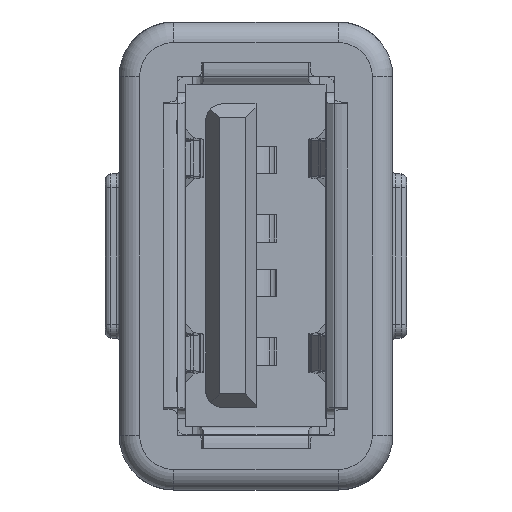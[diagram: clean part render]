
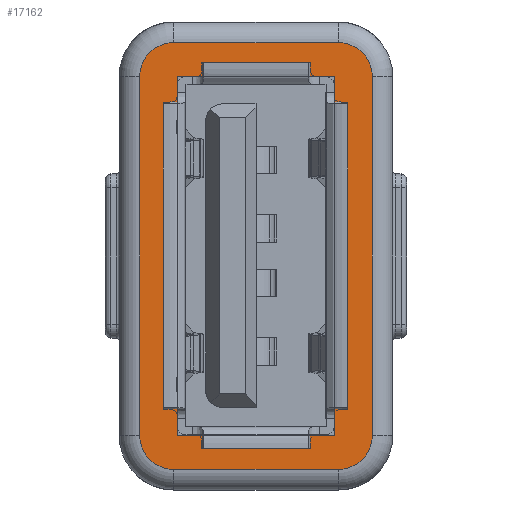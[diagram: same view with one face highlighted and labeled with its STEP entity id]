
A CAD part, left-side view. The second image highlights one B-rep face of the part: STEP entity #17162.
In plain terms, the highlighted face is planar.
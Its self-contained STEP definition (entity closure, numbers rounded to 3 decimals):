
#342 = CARTESIAN_POINT ( 'NONE',  ( 15.1, 7.87, 0. ) ) ;
#1164 = VERTEX_POINT ( 'NONE', #8595 ) ;
#1455 = CARTESIAN_POINT ( 'NONE',  ( 16.35, 8., 0. ) ) ;
#1851 = CARTESIAN_POINT ( 'NONE',  ( 0.75, 8., 0. ) ) ;
#2115 = DIRECTION ( 'NONE',  ( 0., -1., 0. ) ) ;
#2547 = DIRECTION ( 'NONE',  ( -1., 0., 0. ) ) ;
#3767 = ORIENTED_EDGE ( 'NONE', *, *, #35893, .F. ) ;
#4023 = EDGE_CURVE ( 'NONE', #6659, #9854, #27166, .T. ) ;
#4798 = CARTESIAN_POINT ( 'NONE',  ( 2., 7.87, 0. ) ) ;
#4981 = DIRECTION ( 'NONE',  ( -1., 0., 0. ) ) ;
#5207 = DIRECTION ( 'NONE',  ( -1., 0., 0. ) ) ;
#5987 = LINE ( 'NONE', #342, #42072 ) ;
#6659 = VERTEX_POINT ( 'NONE', #44978 ) ;
#6798 = PLANE ( 'NONE',  #43387 ) ;
#7586 = CARTESIAN_POINT ( 'NONE',  ( 2., 2.13, 0. ) ) ;
#7701 = ORIENTED_EDGE ( 'NONE', *, *, #10546, .T. ) ;
#8595 = CARTESIAN_POINT ( 'NONE',  ( 15.1, 2.13, 0. ) ) ;
#8779 = VERTEX_POINT ( 'NONE', #9989 ) ;
#9585 = VECTOR ( 'NONE', #2115, 1000. ) ;
#9633 = CARTESIAN_POINT ( 'NONE',  ( 2., 2., 0. ) ) ;
#9854 = VERTEX_POINT ( 'NONE', #37683 ) ;
#9989 = CARTESIAN_POINT ( 'NONE',  ( 2., 2.13, 0. ) ) ;
#10546 = EDGE_CURVE ( 'NONE', #20482, #42331, #42180, .T. ) ;
#12812 = DIRECTION ( 'NONE',  ( 0., 0., -1. ) ) ;
#13016 = DIRECTION ( 'NONE',  ( 0., 0., -1. ) ) ;
#13047 = LINE ( 'NONE', #41501, #28523 ) ;
#13128 = VERTEX_POINT ( 'NONE', #37385 ) ;
#13844 = EDGE_CURVE ( 'NONE', #32666, #1164, #21586, .T. ) ;
#15120 = FACE_OUTER_BOUND ( 'NONE', #24581, .T. ) ;
#16414 = VERTEX_POINT ( 'NONE', #22904 ) ;
#17162 = ADVANCED_FACE ( 'NONE', ( #32249, #15120 ), #6798, .T. ) ;
#17419 = DIRECTION ( 'NONE',  ( 0., 0., -1. ) ) ;
#17754 = CARTESIAN_POINT ( 'NONE',  ( 2., 0.75, 0. ) ) ;
#18582 = VECTOR ( 'NONE', #26238, 1000. ) ;
#19890 = ORIENTED_EDGE ( 'NONE', *, *, #4023, .T. ) ;
#19907 = CARTESIAN_POINT ( 'NONE',  ( 2., 8., 0. ) ) ;
#20305 = CIRCLE ( 'NONE', #22491, 1.25 ) ;
#20440 = VECTOR ( 'NONE', #33346, 1000. ) ;
#20482 = VERTEX_POINT ( 'NONE', #1455 ) ;
#20952 = DIRECTION ( 'NONE',  ( 0., 0., -1. ) ) ;
#21077 = DIRECTION ( 'NONE',  ( -1., 0., 0. ) ) ;
#21586 = LINE ( 'NONE', #44105, #20440 ) ;
#22353 = EDGE_CURVE ( 'NONE', #13128, #40536, #13047, .T. ) ;
#22491 = AXIS2_PLACEMENT_3D ( 'NONE', #19907, #13016, #45940 ) ;
#22904 = CARTESIAN_POINT ( 'NONE',  ( 0.75, 2., 0. ) ) ;
#23156 = VECTOR ( 'NONE', #46988, 1000. ) ;
#23472 = EDGE_CURVE ( 'NONE', #9854, #16414, #38746, .T. ) ;
#24105 = EDGE_CURVE ( 'NONE', #37908, #32666, #5987, .T. ) ;
#24581 = EDGE_LOOP ( 'NONE', ( #34968, #43376, #7701, #37118, #19890, #35268, #25230, #35504 ) ) ;
#24687 = EDGE_CURVE ( 'NONE', #16414, #30302, #30621, .T. ) ;
#25230 = ORIENTED_EDGE ( 'NONE', *, *, #24687, .T. ) ;
#25667 = EDGE_CURVE ( 'NONE', #42331, #6659, #37979, .T. ) ;
#26123 = ORIENTED_EDGE ( 'NONE', *, *, #27409, .F. ) ;
#26238 = DIRECTION ( 'NONE',  ( 0., 1., 0. ) ) ;
#27166 = LINE ( 'NONE', #17754, #23156 ) ;
#27409 = EDGE_CURVE ( 'NONE', #8779, #37908, #44758, .T. ) ;
#27969 = CIRCLE ( 'NONE', #38070, 1.25 ) ;
#28523 = VECTOR ( 'NONE', #38827, 1000. ) ;
#29395 = CARTESIAN_POINT ( 'NONE',  ( 0.75, 8., 0. ) ) ;
#29417 = EDGE_LOOP ( 'NONE', ( #46187, #35976, #26123, #3767 ) ) ;
#29802 = AXIS2_PLACEMENT_3D ( 'NONE', #9633, #20952, #2547 ) ;
#30302 = VERTEX_POINT ( 'NONE', #1851 ) ;
#30621 = LINE ( 'NONE', #29395, #18582 ) ;
#30628 = CARTESIAN_POINT ( 'NONE',  ( 15.1, 7.87, 0. ) ) ;
#30662 = CARTESIAN_POINT ( 'NONE',  ( 15.1, 2.13, 0. ) ) ;
#30868 = DIRECTION ( 'NONE',  ( 0., 0., -1. ) ) ;
#31146 = AXIS2_PLACEMENT_3D ( 'NONE', #41728, #30868, #34502 ) ;
#32249 = FACE_BOUND ( 'NONE', #29417, .T. ) ;
#32666 = VERTEX_POINT ( 'NONE', #30628 ) ;
#32926 = DIRECTION ( 'NONE',  ( 1., 0., 0. ) ) ;
#33139 = DIRECTION ( 'NONE',  ( 0., 1., 0. ) ) ;
#33336 = EDGE_CURVE ( 'NONE', #40536, #20482, #27969, .T. ) ;
#33346 = DIRECTION ( 'NONE',  ( 0., -1., 0. ) ) ;
#34374 = CARTESIAN_POINT ( 'NONE',  ( 15.1, 8., 0. ) ) ;
#34502 = DIRECTION ( 'NONE',  ( -1., 0., 0. ) ) ;
#34890 = CARTESIAN_POINT ( 'NONE',  ( 16.35, 2., 0. ) ) ;
#34968 = ORIENTED_EDGE ( 'NONE', *, *, #22353, .T. ) ;
#35268 = ORIENTED_EDGE ( 'NONE', *, *, #23472, .T. ) ;
#35504 = ORIENTED_EDGE ( 'NONE', *, *, #38868, .T. ) ;
#35893 = EDGE_CURVE ( 'NONE', #1164, #8779, #40346, .T. ) ;
#35907 = CARTESIAN_POINT ( 'NONE',  ( 0., 0., 0. ) ) ;
#35976 = ORIENTED_EDGE ( 'NONE', *, *, #24105, .F. ) ;
#37118 = ORIENTED_EDGE ( 'NONE', *, *, #25667, .T. ) ;
#37385 = CARTESIAN_POINT ( 'NONE',  ( 2., 9.25, 0. ) ) ;
#37683 = CARTESIAN_POINT ( 'NONE',  ( 2., 0.75, 0. ) ) ;
#37908 = VERTEX_POINT ( 'NONE', #4798 ) ;
#37979 = CIRCLE ( 'NONE', #31146, 1.25 ) ;
#38070 = AXIS2_PLACEMENT_3D ( 'NONE', #34374, #12812, #4981 ) ;
#38501 = VECTOR ( 'NONE', #33139, 1000. ) ;
#38746 = CIRCLE ( 'NONE', #29802, 1.25 ) ;
#38827 = DIRECTION ( 'NONE',  ( 1., 0., 0. ) ) ;
#38868 = EDGE_CURVE ( 'NONE', #30302, #13128, #20305, .T. ) ;
#40346 = LINE ( 'NONE', #30662, #43208 ) ;
#40536 = VERTEX_POINT ( 'NONE', #41741 ) ;
#41501 = CARTESIAN_POINT ( 'NONE',  ( 15.1, 9.25, 0. ) ) ;
#41728 = CARTESIAN_POINT ( 'NONE',  ( 15.1, 2., 0. ) ) ;
#41741 = CARTESIAN_POINT ( 'NONE',  ( 15.1, 9.25, 0. ) ) ;
#42072 = VECTOR ( 'NONE', #32926, 1000. ) ;
#42180 = LINE ( 'NONE', #34890, #9585 ) ;
#42331 = VERTEX_POINT ( 'NONE', #44828 ) ;
#43208 = VECTOR ( 'NONE', #5207, 1000. ) ;
#43376 = ORIENTED_EDGE ( 'NONE', *, *, #33336, .T. ) ;
#43387 = AXIS2_PLACEMENT_3D ( 'NONE', #35907, #17419, #21077 ) ;
#44105 = CARTESIAN_POINT ( 'NONE',  ( 15.1, 2.13, 0. ) ) ;
#44758 = LINE ( 'NONE', #7586, #38501 ) ;
#44828 = CARTESIAN_POINT ( 'NONE',  ( 16.35, 2., 0. ) ) ;
#44978 = CARTESIAN_POINT ( 'NONE',  ( 15.1, 0.75, 0. ) ) ;
#45940 = DIRECTION ( 'NONE',  ( -1., 0., 0. ) ) ;
#46187 = ORIENTED_EDGE ( 'NONE', *, *, #13844, .F. ) ;
#46988 = DIRECTION ( 'NONE',  ( -1., 0., 0. ) ) ;
